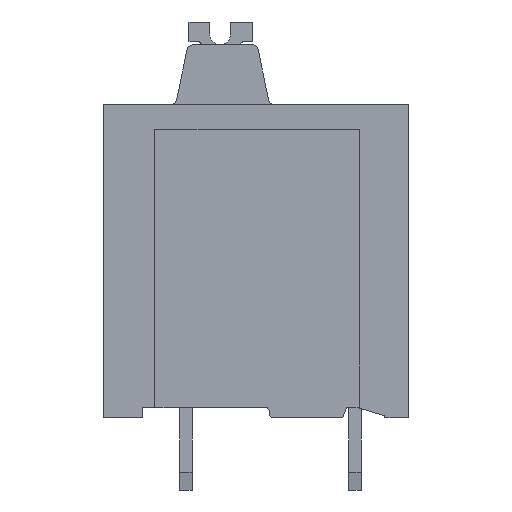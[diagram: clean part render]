
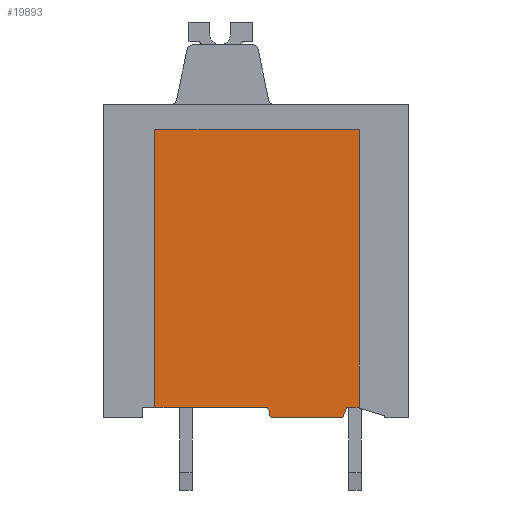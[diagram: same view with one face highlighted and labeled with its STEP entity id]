
A CAD part, left-side view. The second image highlights one B-rep face of the part: STEP entity #19893.
In plain terms, the highlighted planar face has unit normal (-1, 0, 0).
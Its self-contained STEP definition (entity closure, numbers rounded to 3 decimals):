
#8476=AXIS2_PLACEMENT_3D('Plane Axis2P3D',#8473,#8474,#8475) ;
#16066=AXIS2_PLACEMENT_3D('Circle Axis2P3D',#16064,#16065,$) ;
#16121=AXIS2_PLACEMENT_3D('Circle Axis2P3D',#16119,#16120,$) ;
#8473=CARTESIAN_POINT('Axis2P3D Location',(1.1,2.4,0.)) ;
#15939=CARTESIAN_POINT('Vertex',(1.1,2.5,4.)) ;
#15951=CARTESIAN_POINT('Vertex',(1.1,2.4,3.97)) ;
#15954=CARTESIAN_POINT('Line Origine',(1.1,2.45,3.985)) ;
#16035=CARTESIAN_POINT('Vertex',(1.1,6.95,4.)) ;
#16038=CARTESIAN_POINT('Line Origine',(1.1,9.625,4.)) ;
#16042=CARTESIAN_POINT('Vertex',(1.1,12.3,4.)) ;
#16064=CARTESIAN_POINT('Axis2P3D Location',(1.1,6.95,3.8)) ;
#16068=CARTESIAN_POINT('Vertex',(1.1,6.75,3.8)) ;
#16092=CARTESIAN_POINT('Vertex',(1.1,6.75,3.7)) ;
#16095=CARTESIAN_POINT('Line Origine',(1.1,6.75,3.75)) ;
#16116=CARTESIAN_POINT('Vertex',(1.1,6.55,3.5)) ;
#16119=CARTESIAN_POINT('Axis2P3D Location',(1.1,6.55,3.7)) ;
#16135=CARTESIAN_POINT('Vertex',(1.1,3.2,3.5)) ;
#16138=CARTESIAN_POINT('Line Origine',(1.1,4.875,3.5)) ;
#16159=CARTESIAN_POINT('Vertex',(1.1,3.,4.)) ;
#16162=CARTESIAN_POINT('Line Origine',(1.1,3.1,3.75)) ;
#16174=CARTESIAN_POINT('Line Origine',(1.1,2.75,4.)) ;
#16191=CARTESIAN_POINT('Line Origine',(1.1,12.3,10.75)) ;
#16195=CARTESIAN_POINT('Vertex',(1.1,12.3,17.5)) ;
#16215=CARTESIAN_POINT('Line Origine',(1.1,7.35,17.5)) ;
#16219=CARTESIAN_POINT('Vertex',(1.1,2.4,17.5)) ;
#16239=CARTESIAN_POINT('Line Origine',(1.1,2.4,10.735)) ;
#8474=DIRECTION('Axis2P3D Direction',(1.,0.,0.)) ;
#8475=DIRECTION('Axis2P3D XDirection',(0.,1.,0.)) ;
#15955=DIRECTION('Vector Direction',(0.,-0.959,-0.284)) ;
#16039=DIRECTION('Vector Direction',(0.,1.,0.)) ;
#16065=DIRECTION('Axis2P3D Direction',(-1.,0.,0.)) ;
#16096=DIRECTION('Vector Direction',(0.,0.,1.)) ;
#16120=DIRECTION('Axis2P3D Direction',(-1.,0.,0.)) ;
#16139=DIRECTION('Vector Direction',(0.,1.,0.)) ;
#16163=DIRECTION('Vector Direction',(0.,0.371,-0.928)) ;
#16175=DIRECTION('Vector Direction',(0.,1.,0.)) ;
#16192=DIRECTION('Vector Direction',(0.,0.,1.)) ;
#16216=DIRECTION('Vector Direction',(0.,1.,0.)) ;
#16240=DIRECTION('Vector Direction',(0.,0.,1.)) ;
#15956=VECTOR('Line Direction',#15955,1.) ;
#16040=VECTOR('Line Direction',#16039,1.) ;
#16097=VECTOR('Line Direction',#16096,1.) ;
#16140=VECTOR('Line Direction',#16139,1.) ;
#16164=VECTOR('Line Direction',#16163,1.) ;
#16176=VECTOR('Line Direction',#16175,1.) ;
#16193=VECTOR('Line Direction',#16192,1.) ;
#16217=VECTOR('Line Direction',#16216,1.) ;
#16241=VECTOR('Line Direction',#16240,1.) ;
#19881=ORIENTED_EDGE('',*,*,#16044,.F.) ;
#19882=ORIENTED_EDGE('',*,*,#16070,.T.) ;
#19883=ORIENTED_EDGE('',*,*,#16099,.F.) ;
#19884=ORIENTED_EDGE('',*,*,#16123,.F.) ;
#19885=ORIENTED_EDGE('',*,*,#16142,.F.) ;
#19886=ORIENTED_EDGE('',*,*,#16166,.F.) ;
#19887=ORIENTED_EDGE('',*,*,#16178,.F.) ;
#19888=ORIENTED_EDGE('',*,*,#15958,.T.) ;
#19889=ORIENTED_EDGE('',*,*,#16243,.T.) ;
#19890=ORIENTED_EDGE('',*,*,#16221,.T.) ;
#19891=ORIENTED_EDGE('',*,*,#16197,.F.) ;
#19893=ADVANCED_FACE('_LMF 5.00/22/180  3.5SN OR BX 1330400000',(#19892),#8477,.F.) ;
#16067=CIRCLE('generated circle',#16066,0.2) ;
#16122=CIRCLE('generated circle',#16121,0.2) ;
#15958=EDGE_CURVE('',#15940,#15952,#15957,.T.) ;
#16044=EDGE_CURVE('',#16036,#16043,#16041,.T.) ;
#16070=EDGE_CURVE('',#16036,#16069,#16067,.F.) ;
#16099=EDGE_CURVE('',#16093,#16069,#16098,.T.) ;
#16123=EDGE_CURVE('',#16117,#16093,#16122,.F.) ;
#16142=EDGE_CURVE('',#16136,#16117,#16141,.T.) ;
#16166=EDGE_CURVE('',#16160,#16136,#16165,.T.) ;
#16178=EDGE_CURVE('',#15940,#16160,#16177,.T.) ;
#16197=EDGE_CURVE('',#16043,#16196,#16194,.T.) ;
#16221=EDGE_CURVE('',#16220,#16196,#16218,.T.) ;
#16243=EDGE_CURVE('',#15952,#16220,#16242,.T.) ;
#19880=EDGE_LOOP('',(#19881,#19882,#19883,#19884,#19885,#19886,#19887,#19888,#19889,#19890,#19891)) ;
#19892=FACE_OUTER_BOUND('',#19880,.T.) ;
#15957=LINE('Line',#15954,#15956) ;
#16041=LINE('Line',#16038,#16040) ;
#16098=LINE('Line',#16095,#16097) ;
#16141=LINE('Line',#16138,#16140) ;
#16165=LINE('Line',#16162,#16164) ;
#16177=LINE('Line',#16174,#16176) ;
#16194=LINE('Line',#16191,#16193) ;
#16218=LINE('Line',#16215,#16217) ;
#16242=LINE('Line',#16239,#16241) ;
#8477=PLANE('',#8476) ;
#15940=VERTEX_POINT('',#15939) ;
#15952=VERTEX_POINT('',#15951) ;
#16036=VERTEX_POINT('',#16035) ;
#16043=VERTEX_POINT('',#16042) ;
#16069=VERTEX_POINT('',#16068) ;
#16093=VERTEX_POINT('',#16092) ;
#16117=VERTEX_POINT('',#16116) ;
#16136=VERTEX_POINT('',#16135) ;
#16160=VERTEX_POINT('',#16159) ;
#16196=VERTEX_POINT('',#16195) ;
#16220=VERTEX_POINT('',#16219) ;
